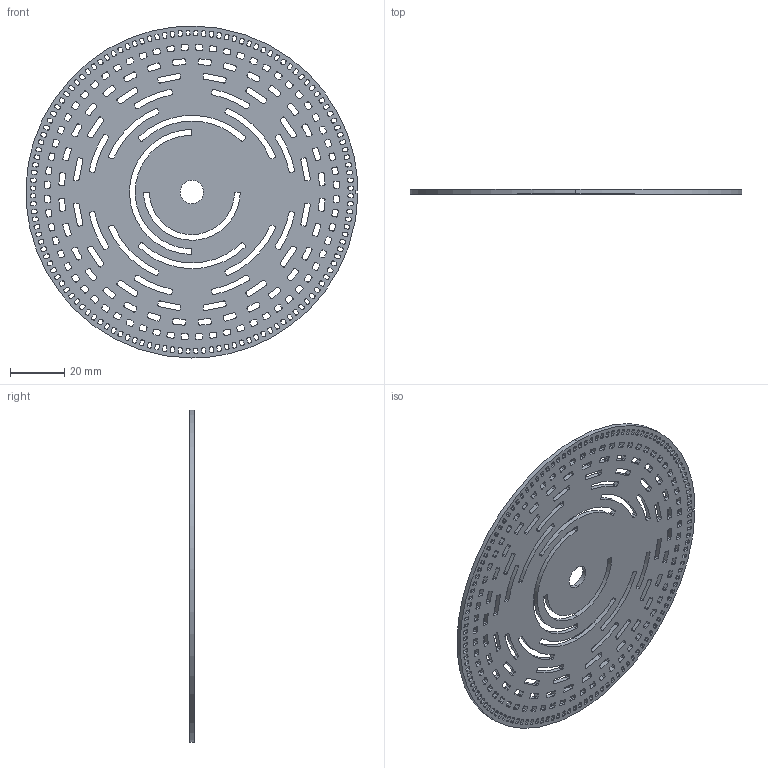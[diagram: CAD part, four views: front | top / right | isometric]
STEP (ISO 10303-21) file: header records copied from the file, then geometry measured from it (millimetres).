
FILE_DESCRIPTION(('FreeCAD Model'),'2;1');
FILE_NAME('Open CASCADE Shape Model','2025-05-04T13:30:52',('FreeCAD'),( 'FreeCAD'),'Open CASCADE STEP processor 7.6','FreeCAD','Unknown');
FILE_SCHEMA(('AUTOMOTIVE_DESIGN { 1 0 10303 214 1 1 1 1 }'));
Products named in the file (1): Open CASCADE STEP translator 7.6 1
Bounding box: 122.28 x 1.67 x 122.33 mm (x, y, z)
Volume: 15962.3 mm3; surface area: 24718.9 mm2
Topology: 1 solids, 1 shells, 2319 faces, 6951 edges, 4634 vertices
Faces by surface type: bspline 2319
Entity records: 72414 total; most frequent: CARTESIAN_POINT 35061, ORIENTED_EDGE 13902, EDGE_CURVE 6951, VERTEX_POINT 4634, B_SPLINE_CURVE_WITH_KNOTS 3347, FACE_BOUND 2833, EDGE_LOOP 2833, ADVANCED_FACE 2319
